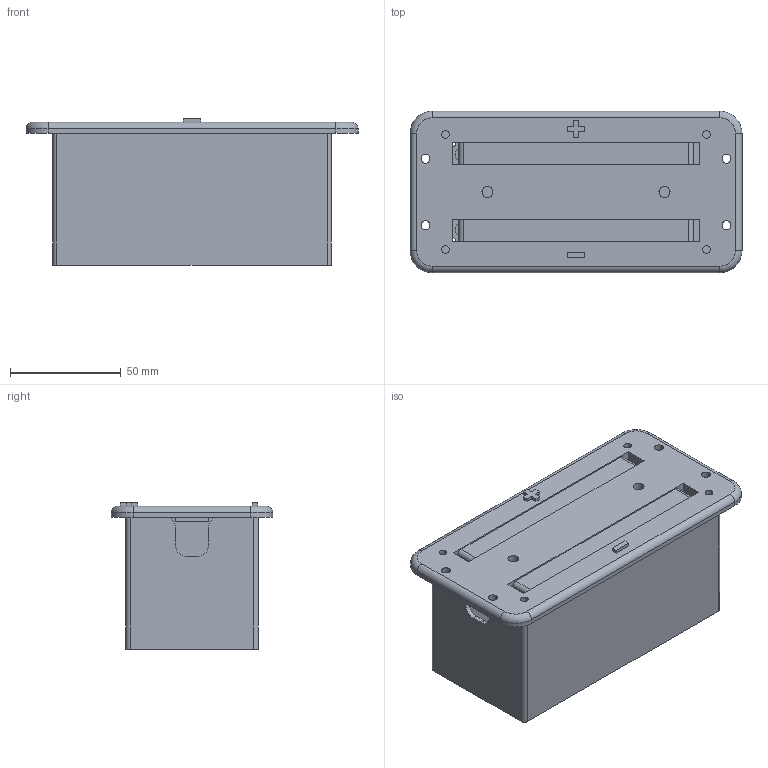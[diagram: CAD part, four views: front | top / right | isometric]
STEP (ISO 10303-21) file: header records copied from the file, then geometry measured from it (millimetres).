
FILE_DESCRIPTION (( 'STEP AP203' ), '1' );
FILE_NAME ('赻雄喃萇陬极傷.STEP', '2023-08-15T03:02:35', ( '' ), ( '' ), 'SwSTEP 2.0', 'SolidWorks 2023', '' );
FILE_SCHEMA (( 'CONFIG_CONTROL_DESIGN' ));
Length unit declared in the file: millimetre
Products named in the file (1): 自动充电车体端
Bounding box: 150 x 73 x 66.09 mm (x, y, z)
Volume: 113428.3 mm3; surface area: 83112 mm2
Topology: 2 solids, 2 shells, 173 faces, 472 edges, 308 vertices
Faces by surface type: plane 85, cylinder 84, torus 4
Entity records: 5669 total; most frequent: DIRECTION 996, CARTESIAN_POINT 954, ORIENTED_EDGE 944, EDGE_CURVE 472, AXIS2_PLACEMENT_3D 350, VERTEX_POINT 308, LINE 296, VECTOR 296
